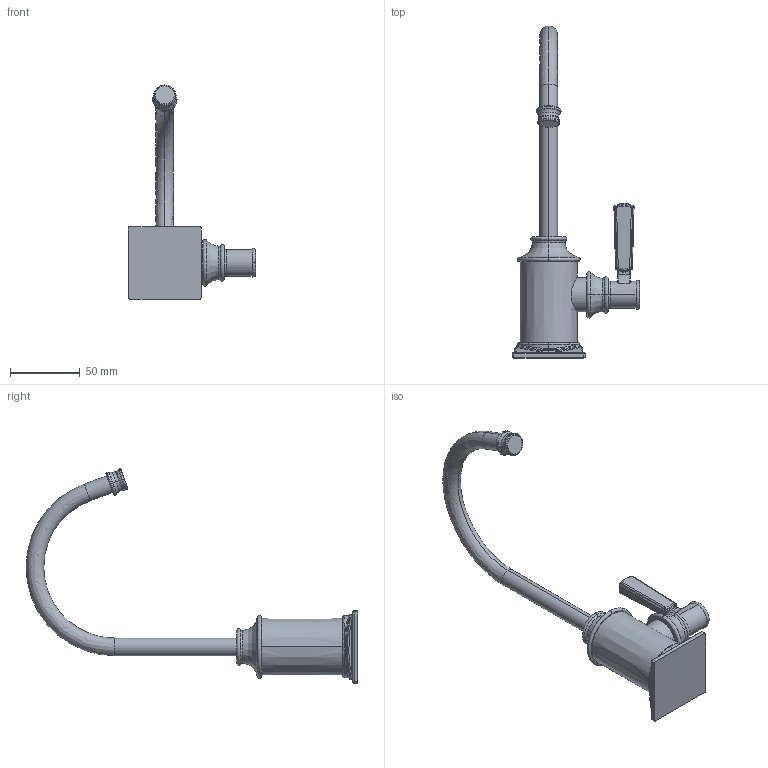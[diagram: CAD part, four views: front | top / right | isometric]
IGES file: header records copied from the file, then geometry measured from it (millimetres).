
Start section:  PTC IGES file: 3170-5623.igs
Global section: file name: 3170-5623.igs; native system: Creo Parametric by PTC Inc.; preprocessor: 2018400; author: jinson.thomas; organization: Unknown; date: 20210422.100815; units: inch
Bounding box: 91.19 x 238.07 x 153.75 mm (x, y, z)
Volume: 173955.6 mm3; surface area: 34013.3 mm2
Topology: 1 solids, 1 shells, 238 faces, 523 edges, 296 vertices
Faces by surface type: revolution 127, bspline 111
